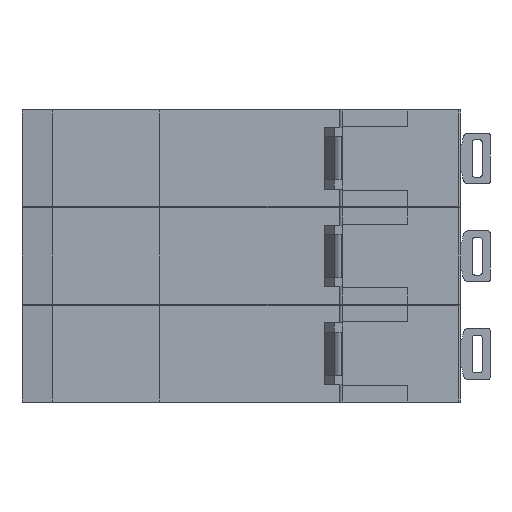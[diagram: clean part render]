
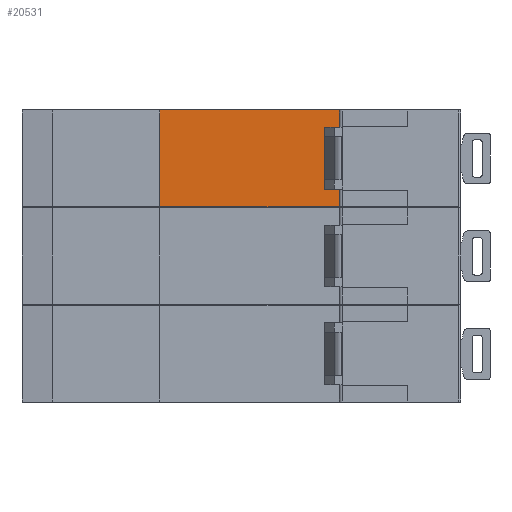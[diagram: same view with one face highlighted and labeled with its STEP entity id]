
A CAD part, front view. The second image highlights one B-rep face of the part: STEP entity #20531.
In plain terms, the highlighted planar face has unit normal (0, -1, 0).
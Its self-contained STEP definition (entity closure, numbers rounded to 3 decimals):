
#420 = DIRECTION ( 'NONE',  ( 1., 0., 0. ) ) ;
#1025 = EDGE_LOOP ( 'NONE', ( #19736, #19548, #45919, #11079 ) ) ;
#2056 = VERTEX_POINT ( 'NONE', #14520 ) ;
#2921 = CARTESIAN_POINT ( 'NONE',  ( 58., 5.5, 8.75 ) ) ;
#3188 = EDGE_CURVE ( 'NONE', #2056, #9383, #33483, .T. ) ;
#4303 = CARTESIAN_POINT ( 'NONE',  ( 0., 5.5, 8.75 ) ) ;
#4877 = CARTESIAN_POINT ( 'NONE',  ( 0., 5.5, -8.75 ) ) ;
#6026 = CARTESIAN_POINT ( 'NONE',  ( 58., 5.5, 8.75 ) ) ;
#9383 = VERTEX_POINT ( 'NONE', #6026 ) ;
#10188 = CARTESIAN_POINT ( 'NONE',  ( 58., 5.5, -8.75 ) ) ;
#11079 = ORIENTED_EDGE ( 'NONE', *, *, #46367, .T. ) ;
#11090 = LINE ( 'NONE', #4877, #49564 ) ;
#11850 = VECTOR ( 'NONE', #420, 1000. ) ;
#12833 = DIRECTION ( 'NONE',  ( 0., 0., -1. ) ) ;
#14520 = CARTESIAN_POINT ( 'NONE',  ( 22.5, 5.5, 8.75 ) ) ;
#15413 = AXIS2_PLACEMENT_3D ( 'NONE', #16917, #43795, #20748 ) ;
#16917 = CARTESIAN_POINT ( 'NONE',  ( 0., 5.5, 8.75 ) ) ;
#18983 = LINE ( 'NONE', #20552, #48436 ) ;
#19548 = ORIENTED_EDGE ( 'NONE', *, *, #28111, .F. ) ;
#19736 = ORIENTED_EDGE ( 'NONE', *, *, #47314, .T. ) ;
#20531 = ADVANCED_FACE ( 'NONE', ( #41581 ), #39925, .F. ) ;
#20552 = CARTESIAN_POINT ( 'NONE',  ( 22.5, 5.5, 8.75 ) ) ;
#20748 = DIRECTION ( 'NONE',  ( -1., 0., 0. ) ) ;
#21016 = CARTESIAN_POINT ( 'NONE',  ( 22.5, 5.5, -8.75 ) ) ;
#23368 = VERTEX_POINT ( 'NONE', #10188 ) ;
#26114 = VECTOR ( 'NONE', #33617, 1000. ) ;
#27865 = DIRECTION ( 'NONE',  ( 1., 0., 0. ) ) ;
#27953 = VERTEX_POINT ( 'NONE', #21016 ) ;
#28111 = EDGE_CURVE ( 'NONE', #9383, #23368, #35163, .T. ) ;
#33483 = LINE ( 'NONE', #4303, #11850 ) ;
#33617 = DIRECTION ( 'NONE',  ( 0., 0., -1. ) ) ;
#35163 = LINE ( 'NONE', #2921, #26114 ) ;
#39925 = PLANE ( 'NONE',  #15413 ) ;
#41581 = FACE_OUTER_BOUND ( 'NONE', #1025, .T. ) ;
#43795 = DIRECTION ( 'NONE',  ( 0., 1., 0. ) ) ;
#45919 = ORIENTED_EDGE ( 'NONE', *, *, #3188, .F. ) ;
#46367 = EDGE_CURVE ( 'NONE', #2056, #27953, #18983, .T. ) ;
#47314 = EDGE_CURVE ( 'NONE', #27953, #23368, #11090, .T. ) ;
#48436 = VECTOR ( 'NONE', #12833, 1000. ) ;
#49564 = VECTOR ( 'NONE', #27865, 1000. ) ;
